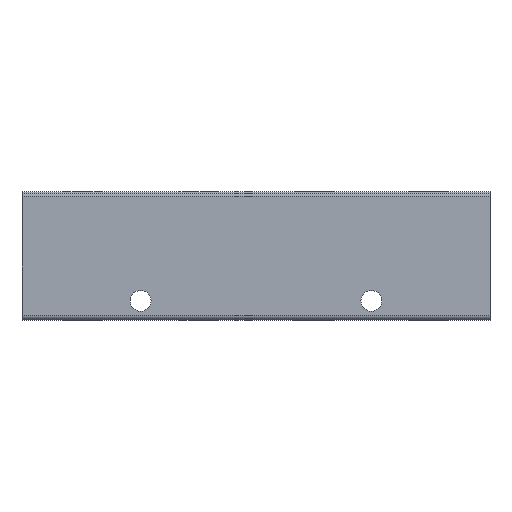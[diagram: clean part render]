
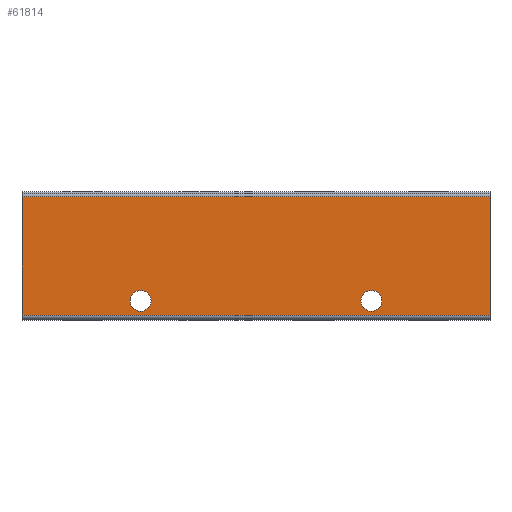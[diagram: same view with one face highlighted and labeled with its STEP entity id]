
A CAD part, top view. The second image highlights one B-rep face of the part: STEP entity #61814.
In plain terms, the highlighted planar face has unit normal (0, 0, 1).
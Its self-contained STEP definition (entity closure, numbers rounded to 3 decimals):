
#143=CARTESIAN_POINT('',(81.75,-19.0,10.0));
#144=VERTEX_POINT('',#143);
#160=CARTESIAN_POINT('',(75.25,-19.0,10.0));
#161=VERTEX_POINT('',#160);
#168=CARTESIAN_POINT('',(78.5,-19.0,10.0));
#169=DIRECTION('',(0.0,0.0,-1.0));
#170=DIRECTION('',(1.0,0.0,0.0));
#171=AXIS2_PLACEMENT_3D('',#168,#169,#170);
#172=CIRCLE('',#171,3.25);
#173=EDGE_CURVE('',#144,#161,#172,.T.);
#185=CARTESIAN_POINT('',(9.75,-19.0,10.0));
#186=VERTEX_POINT('',#185);
#202=CARTESIAN_POINT('',(3.25,-19.0,10.0));
#203=VERTEX_POINT('',#202);
#210=CARTESIAN_POINT('',(6.5,-19.0,10.0));
#211=DIRECTION('',(0.0,0.0,-1.0));
#212=DIRECTION('',(1.0,0.0,0.0));
#213=AXIS2_PLACEMENT_3D('',#210,#211,#212);
#214=CIRCLE('',#213,3.25);
#215=EDGE_CURVE('',#186,#203,#214,.T.);
#235=CARTESIAN_POINT('',(115.5,-23.5,10.0));
#236=VERTEX_POINT('',#235);
#244=CARTESIAN_POINT('',(-30.5,-23.5,10.0));
#245=VERTEX_POINT('',#244);
#246=CARTESIAN_POINT('',(115.5,-23.5,10.0));
#247=DIRECTION('',(-1.0,0.0,0.0));
#248=VECTOR('',#247,146.0);
#249=LINE('',#246,#248);
#250=EDGE_CURVE('',#236,#245,#249,.T.);
#361=CARTESIAN_POINT('',(-30.5,13.5,10.0));
#362=VERTEX_POINT('',#361);
#370=CARTESIAN_POINT('',(115.5,13.5,10.0));
#371=VERTEX_POINT('',#370);
#372=CARTESIAN_POINT('',(-30.5,13.5,10.0));
#373=DIRECTION('',(1.0,0.0,0.0));
#374=VECTOR('',#373,146.0);
#375=LINE('',#372,#374);
#376=EDGE_CURVE('',#362,#371,#375,.T.);
#61564=CARTESIAN_POINT('',(115.5,13.5,10.0));
#61565=DIRECTION('',(0.0,-1.0,0.0));
#61566=VECTOR('',#61565,37.0);
#61567=LINE('',#61564,#61566);
#61568=EDGE_CURVE('',#371,#236,#61567,.T.);
#61778=CARTESIAN_POINT('',(0.,0.,10.0));
#61779=DIRECTION('',(0.0,0.0,1.0));
#61780=DIRECTION('',(1.0,0.0,0.0));
#61781=AXIS2_PLACEMENT_3D('',#61778,#61779,#61780);
#61782=PLANE('',#61781);
#61783=ORIENTED_EDGE('',*,*,#376,.F.);
#61784=CARTESIAN_POINT('',(-30.5,-23.5,10.0));
#61785=DIRECTION('',(0.0,1.0,0.0));
#61786=VECTOR('',#61785,37.0);
#61787=LINE('',#61784,#61786);
#61788=EDGE_CURVE('',#245,#362,#61787,.T.);
#61789=ORIENTED_EDGE('',*,*,#61788,.F.);
#61790=ORIENTED_EDGE('',*,*,#250,.F.);
#61791=ORIENTED_EDGE('',*,*,#61568,.F.);
#61792=EDGE_LOOP('',(#61783,#61789,#61790,#61791));
#61793=FACE_OUTER_BOUND('',#61792,.T.);
#61794=ORIENTED_EDGE('',*,*,#173,.T.);
#61795=CARTESIAN_POINT('',(78.5,-19.0,10.0));
#61796=DIRECTION('',(0.0,0.0,-1.0));
#61797=DIRECTION('',(1.0,0.0,0.0));
#61798=AXIS2_PLACEMENT_3D('',#61795,#61796,#61797);
#61799=CIRCLE('',#61798,3.25);
#61800=EDGE_CURVE('',#161,#144,#61799,.T.);
#61801=ORIENTED_EDGE('',*,*,#61800,.T.);
#61802=EDGE_LOOP('',(#61794,#61801));
#61803=FACE_BOUND('',#61802,.T.);
#61804=ORIENTED_EDGE('',*,*,#215,.T.);
#61805=CARTESIAN_POINT('',(6.5,-19.0,10.0));
#61806=DIRECTION('',(0.0,0.0,-1.0));
#61807=DIRECTION('',(1.0,0.0,0.0));
#61808=AXIS2_PLACEMENT_3D('',#61805,#61806,#61807);
#61809=CIRCLE('',#61808,3.25);
#61810=EDGE_CURVE('',#203,#186,#61809,.T.);
#61811=ORIENTED_EDGE('',*,*,#61810,.T.);
#61812=EDGE_LOOP('',(#61804,#61811));
#61813=FACE_BOUND('',#61812,.T.);
#61814=ADVANCED_FACE('',(#61793,#61803,#61813),#61782,.T.);
